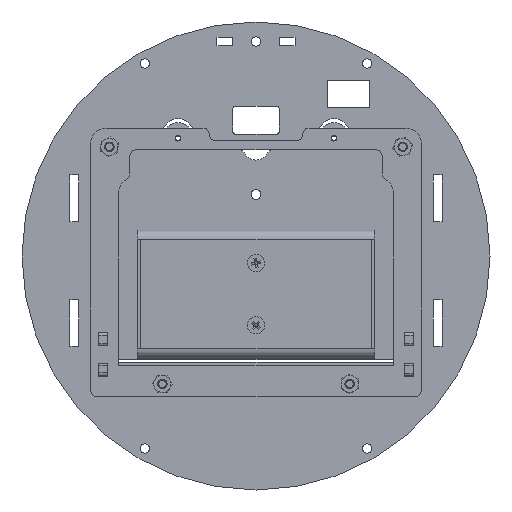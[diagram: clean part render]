
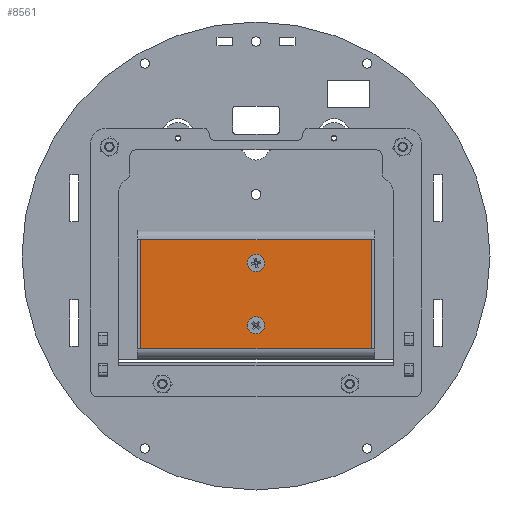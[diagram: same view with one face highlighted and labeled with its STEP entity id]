
A CAD part, front view. The second image highlights one B-rep face of the part: STEP entity #8561.
In plain terms, the highlighted face is planar.
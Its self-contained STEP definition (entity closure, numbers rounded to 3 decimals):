
#20 = EDGE_CURVE ( 'NONE', #3378, #3349, #4958, .T. ) ;
#1321 = EDGE_CURVE ( 'NONE', #23661, #7709, #13102, .T. ) ;
#1752 = CARTESIAN_POINT ( 'NONE',  ( 0., 1., -19.5 ) ) ;
#2175 = DIRECTION ( 'NONE',  ( 0., 0., -1. ) ) ;
#2258 = CARTESIAN_POINT ( 'NONE',  ( -37., 1., 0. ) ) ;
#2387 = VECTOR ( 'NONE', #24433, 1000. ) ;
#2389 = CARTESIAN_POINT ( 'NONE',  ( 0., 1., 10. ) ) ;
#2519 = EDGE_CURVE ( 'NONE', #3742, #4350, #21630, .T. ) ;
#3349 = VERTEX_POINT ( 'NONE', #12983 ) ;
#3378 = VERTEX_POINT ( 'NONE', #17019 ) ;
#3742 = VERTEX_POINT ( 'NONE', #12008 ) ;
#3831 = AXIS2_PLACEMENT_3D ( 'NONE', #2389, #16359, #4431 ) ;
#4205 = EDGE_LOOP ( 'NONE', ( #8760, #9710 ) ) ;
#4350 = VERTEX_POINT ( 'NONE', #16185 ) ;
#4431 = DIRECTION ( 'NONE',  ( 0., 0., 1. ) ) ;
#4522 = EDGE_LOOP ( 'NONE', ( #8527, #13032, #25768, #23377 ) ) ;
#4958 = CIRCLE ( 'NONE', #8153, 1.5 ) ;
#5056 = CARTESIAN_POINT ( 'NONE',  ( 37., 1., 19.5 ) ) ;
#5119 = VECTOR ( 'NONE', #24102, 1000. ) ;
#6113 = EDGE_LOOP ( 'NONE', ( #25684, #18761 ) ) ;
#6251 = CARTESIAN_POINT ( 'NONE',  ( 37., 1., 0. ) ) ;
#6274 = EDGE_CURVE ( 'NONE', #8677, #23661, #10526, .T. ) ;
#6642 = CARTESIAN_POINT ( 'NONE',  ( 37., 1., -19.5 ) ) ;
#6909 = FACE_BOUND ( 'NONE', #6113, .T. ) ;
#6915 = DIRECTION ( 'NONE',  ( 0., 1., 0. ) ) ;
#7709 = VERTEX_POINT ( 'NONE', #5056 ) ;
#7882 = CARTESIAN_POINT ( 'NONE',  ( 0., 1., 10. ) ) ;
#7906 = DIRECTION ( 'NONE',  ( 0., 1., 0. ) ) ;
#7937 = DIRECTION ( 'NONE',  ( 0., 0., 1. ) ) ;
#8035 = VECTOR ( 'NONE', #13831, 1000. ) ;
#8153 = AXIS2_PLACEMENT_3D ( 'NONE', #12764, #12706, #12682 ) ;
#8382 = VERTEX_POINT ( 'NONE', #6642 ) ;
#8527 = ORIENTED_EDGE ( 'NONE', *, *, #11334, .T. ) ;
#8561 = ADVANCED_FACE ( 'NONE', ( #6909, #22089, #23970 ), #16937, .F. ) ;
#8677 = VERTEX_POINT ( 'NONE', #17379 ) ;
#8760 = ORIENTED_EDGE ( 'NONE', *, *, #21183, .F. ) ;
#9091 = CARTESIAN_POINT ( 'NONE',  ( 0., 1., 0. ) ) ;
#9285 = CIRCLE ( 'NONE', #3831, 1.5 ) ;
#9710 = ORIENTED_EDGE ( 'NONE', *, *, #2519, .F. ) ;
#10121 = AXIS2_PLACEMENT_3D ( 'NONE', #18811, #6915, #20758 ) ;
#10129 = EDGE_CURVE ( 'NONE', #3349, #3378, #10639, .T. ) ;
#10526 = LINE ( 'NONE', #2258, #5119 ) ;
#10639 = CIRCLE ( 'NONE', #10121, 1.5 ) ;
#11121 = DIRECTION ( 'NONE',  ( 0., 0., -1. ) ) ;
#11334 = EDGE_CURVE ( 'NONE', #7709, #8382, #15186, .T. ) ;
#11871 = AXIS2_PLACEMENT_3D ( 'NONE', #7882, #7906, #7937 ) ;
#12008 = CARTESIAN_POINT ( 'NONE',  ( 0., 1., 8.5 ) ) ;
#12682 = DIRECTION ( 'NONE',  ( 0., 0., 1. ) ) ;
#12706 = DIRECTION ( 'NONE',  ( 0., 1., 0. ) ) ;
#12764 = CARTESIAN_POINT ( 'NONE',  ( 0., 1., -10. ) ) ;
#12983 = CARTESIAN_POINT ( 'NONE',  ( 0., 1., -11.5 ) ) ;
#13032 = ORIENTED_EDGE ( 'NONE', *, *, #22006, .T. ) ;
#13102 = LINE ( 'NONE', #24365, #2387 ) ;
#13369 = LINE ( 'NONE', #1752, #8035 ) ;
#13831 = DIRECTION ( 'NONE',  ( -1., 0., 0. ) ) ;
#15186 = LINE ( 'NONE', #6251, #25056 ) ;
#16185 = CARTESIAN_POINT ( 'NONE',  ( 0., 1., 11.5 ) ) ;
#16359 = DIRECTION ( 'NONE',  ( 0., 1., 0. ) ) ;
#16937 = PLANE ( 'NONE',  #24128 ) ;
#17019 = CARTESIAN_POINT ( 'NONE',  ( 0., 1., -8.5 ) ) ;
#17379 = CARTESIAN_POINT ( 'NONE',  ( -37., 1., -19.5 ) ) ;
#18406 = CARTESIAN_POINT ( 'NONE',  ( -37., 1., 19.5 ) ) ;
#18761 = ORIENTED_EDGE ( 'NONE', *, *, #10129, .F. ) ;
#18811 = CARTESIAN_POINT ( 'NONE',  ( 0., 1., -10. ) ) ;
#20758 = DIRECTION ( 'NONE',  ( 0., 0., 1. ) ) ;
#21183 = EDGE_CURVE ( 'NONE', #4350, #3742, #9285, .T. ) ;
#21630 = CIRCLE ( 'NONE', #11871, 1.5 ) ;
#22006 = EDGE_CURVE ( 'NONE', #8382, #8677, #13369, .T. ) ;
#22089 = FACE_BOUND ( 'NONE', #4205, .T. ) ;
#22894 = DIRECTION ( 'NONE',  ( 0., -1., 0. ) ) ;
#23377 = ORIENTED_EDGE ( 'NONE', *, *, #1321, .T. ) ;
#23661 = VERTEX_POINT ( 'NONE', #18406 ) ;
#23970 = FACE_OUTER_BOUND ( 'NONE', #4522, .T. ) ;
#24102 = DIRECTION ( 'NONE',  ( 0., 0., 1. ) ) ;
#24128 = AXIS2_PLACEMENT_3D ( 'NONE', #9091, #22894, #11121 ) ;
#24365 = CARTESIAN_POINT ( 'NONE',  ( 0., 1., 19.5 ) ) ;
#24433 = DIRECTION ( 'NONE',  ( 1., 0., 0. ) ) ;
#25056 = VECTOR ( 'NONE', #2175, 1000. ) ;
#25684 = ORIENTED_EDGE ( 'NONE', *, *, #20, .F. ) ;
#25768 = ORIENTED_EDGE ( 'NONE', *, *, #6274, .T. ) ;
